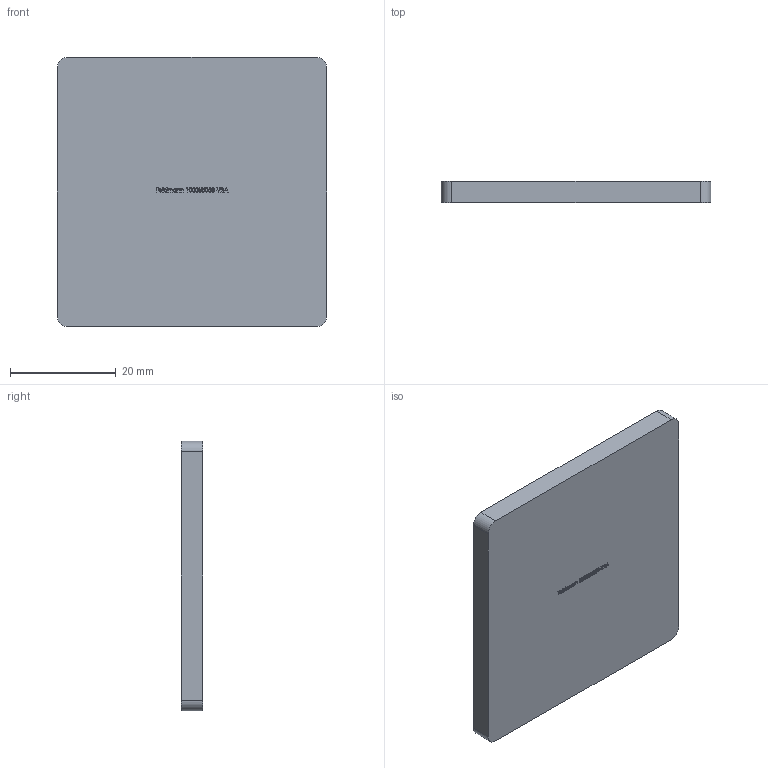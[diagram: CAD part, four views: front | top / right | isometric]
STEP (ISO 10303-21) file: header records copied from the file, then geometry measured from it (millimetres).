
FILE_DESCRIPTION (( 'STEP AP203' ), '1' );
FILE_NAME ('100055050-V2A.step', '2019-07-04T07:48:34', ( '' ), ( '' ), 'SwSTEP 2.0', 'SolidWorks 2015', '' );
FILE_SCHEMA (( 'CONFIG_CONTROL_DESIGN' ));
Length unit declared in the file: millimetre
Products named in the file (1): 100055050-V2A
Bounding box: 51 x 4 x 51 mm (x, y, z)
Volume: 10390 mm3; surface area: 6004.7 mm2
Topology: 1 solids, 1 shells, 269 faces, 711 edges, 474 vertices
Faces by surface type: plane 142, bspline 123, cylinder 4
Entity records: 15916 total; most frequent: CARTESIAN_POINT 10002, ORIENTED_EDGE 1422, DIRECTION 767, EDGE_CURVE 711, VERTEX_POINT 474, LINE 457, VECTOR 457, EDGE_LOOP 299
